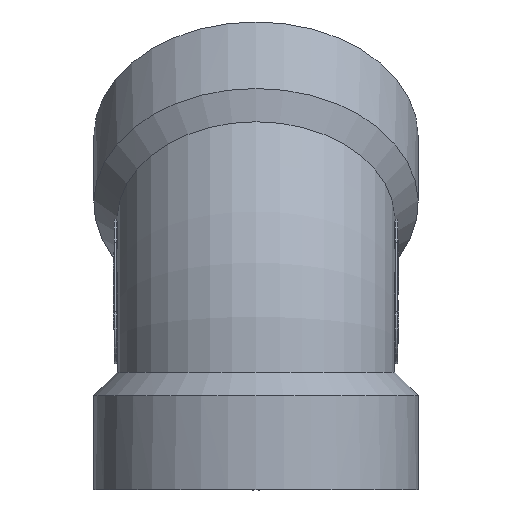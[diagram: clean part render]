
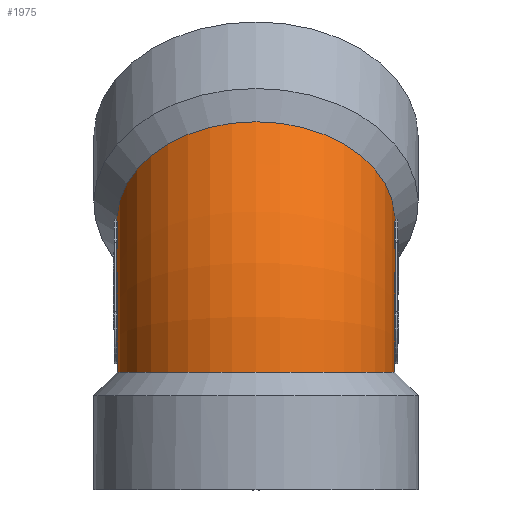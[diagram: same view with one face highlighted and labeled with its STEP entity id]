
A CAD part, left-side view. The second image highlights one B-rep face of the part: STEP entity #1975.
In plain terms, the highlighted toroidal (fillet/blend) face has major radius 45.87 mm and minor radius 29.5 mm.
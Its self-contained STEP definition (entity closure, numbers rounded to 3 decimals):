
#40=TOROIDAL_SURFACE('',#2118,45.87,29.5);
#92=CIRCLE('',#2119,16.436);
#93=CIRCLE('',#2120,29.5);
#94=CIRCLE('',#2121,16.436);
#95=CIRCLE('',#2122,29.5);
#816=ORIENTED_EDGE('',*,*,#1201,.T.);
#817=ORIENTED_EDGE('',*,*,#1202,.T.);
#818=ORIENTED_EDGE('',*,*,#1203,.T.);
#819=ORIENTED_EDGE('',*,*,#1204,.T.);
#820=ORIENTED_EDGE('',*,*,#1205,.T.);
#821=ORIENTED_EDGE('',*,*,#1206,.T.);
#822=ORIENTED_EDGE('',*,*,#1207,.F.);
#823=ORIENTED_EDGE('',*,*,#1208,.T.);
#1201=EDGE_CURVE('',#1424,#1425,#92,.T.);
#1202=EDGE_CURVE('',#1425,#1426,#1521,.T.);
#1203=EDGE_CURVE('',#1426,#1427,#93,.F.);
#1204=EDGE_CURVE('',#1427,#1428,#1522,.T.);
#1205=EDGE_CURVE('',#1428,#1429,#94,.T.);
#1206=EDGE_CURVE('',#1429,#1430,#1523,.T.);
#1207=EDGE_CURVE('',#1431,#1430,#95,.F.);
#1208=EDGE_CURVE('',#1431,#1424,#1524,.T.);
#1424=VERTEX_POINT('',#4042);
#1425=VERTEX_POINT('',#4043);
#1426=VERTEX_POINT('',#4048);
#1427=VERTEX_POINT('',#4050);
#1428=VERTEX_POINT('',#4055);
#1429=VERTEX_POINT('',#4057);
#1430=VERTEX_POINT('',#4062);
#1431=VERTEX_POINT('',#4064);
#1521=B_SPLINE_CURVE_WITH_KNOTS('',3,(#4044,#4045,#4046,#4047),
 .UNSPECIFIED.,.F.,.F.,(4,4),(0.,0.),.UNSPECIFIED.);
#1522=B_SPLINE_CURVE_WITH_KNOTS('',3,(#4051,#4052,#4053,#4054),
 .UNSPECIFIED.,.F.,.F.,(4,4),(0.,0.),.UNSPECIFIED.);
#1523=B_SPLINE_CURVE_WITH_KNOTS('',3,(#4058,#4059,#4060,#4061),
 .UNSPECIFIED.,.F.,.F.,(4,4),(0.,0.),.UNSPECIFIED.);
#1524=B_SPLINE_CURVE_WITH_KNOTS('',3,(#4065,#4066,#4067,#4068),
 .UNSPECIFIED.,.F.,.F.,(4,4),(0.,0.),.UNSPECIFIED.);
#1647=EDGE_LOOP('',(#816,#817,#818,#819,#820,#821,#822,#823));
#1784=FACE_BOUND('',#1647,.T.);
#1975=ADVANCED_FACE('',(#1784),#40,.T.);
#2118=AXIS2_PLACEMENT_3D('',#4040,#2449,#2450);
#2119=AXIS2_PLACEMENT_3D('',#4041,#2451,#2452);
#2120=AXIS2_PLACEMENT_3D('',#4049,#2453,#2454);
#2121=AXIS2_PLACEMENT_3D('',#4056,#2455,#2456);
#2122=AXIS2_PLACEMENT_3D('',#4063,#2457,#2458);
#2449=DIRECTION('',(0.,-1.,0.));
#2450=DIRECTION('',(0.,0.,-1.));
#2451=DIRECTION('',(0.,-1.,0.));
#2452=DIRECTION('',(0.,0.,-1.));
#2453=DIRECTION('',(0.,0.,-1.));
#2454=DIRECTION('',(1.,0.,0.));
#2455=DIRECTION('',(0.,1.,0.));
#2456=DIRECTION('',(0.,0.,1.));
#2457=DIRECTION('',(-0.707,0.,-0.707));
#2458=DIRECTION('',(0.707,0.,-0.707));
#4040=CARTESIAN_POINT('',(1.87,0.,25.));
#4041=CARTESIAN_POINT('',(1.87,1.967,25.));
#4042=CARTESIAN_POINT('',(-9.752,1.967,36.622));
#4043=CARTESIAN_POINT('',(-14.566,1.967,25.));
#4044=CARTESIAN_POINT('',(-14.566,1.967,25.));
#4045=CARTESIAN_POINT('',(-14.566,1.97,25.));
#4046=CARTESIAN_POINT('',(-14.566,1.973,25.));
#4047=CARTESIAN_POINT('',(-14.566,1.976,25.));
#4048=CARTESIAN_POINT('',(-14.566,1.976,25.));
#4049=CARTESIAN_POINT('',(-44.,0.,25.));
#4050=CARTESIAN_POINT('',(-14.566,-1.976,25.));
#4051=CARTESIAN_POINT('',(-14.566,-1.976,25.));
#4052=CARTESIAN_POINT('',(-14.566,-1.973,25.));
#4053=CARTESIAN_POINT('',(-14.566,-1.97,25.));
#4054=CARTESIAN_POINT('',(-14.566,-1.967,25.));
#4055=CARTESIAN_POINT('',(-14.566,-1.967,25.));
#4056=CARTESIAN_POINT('',(1.87,-1.967,25.));
#4057=CARTESIAN_POINT('',(-9.752,-1.967,36.622));
#4058=CARTESIAN_POINT('',(-9.752,-1.967,36.622));
#4059=CARTESIAN_POINT('',(-9.752,-1.97,36.622));
#4060=CARTESIAN_POINT('',(-9.752,-1.973,36.622));
#4061=CARTESIAN_POINT('',(-9.752,-1.976,36.622));
#4062=CARTESIAN_POINT('',(-9.752,-1.976,36.622));
#4063=CARTESIAN_POINT('',(-30.565,0.,57.435));
#4064=CARTESIAN_POINT('',(-9.752,1.976,36.622));
#4065=CARTESIAN_POINT('',(-9.752,1.976,36.622));
#4066=CARTESIAN_POINT('',(-9.752,1.973,36.622));
#4067=CARTESIAN_POINT('',(-9.752,1.97,36.622));
#4068=CARTESIAN_POINT('',(-9.752,1.967,36.622));
